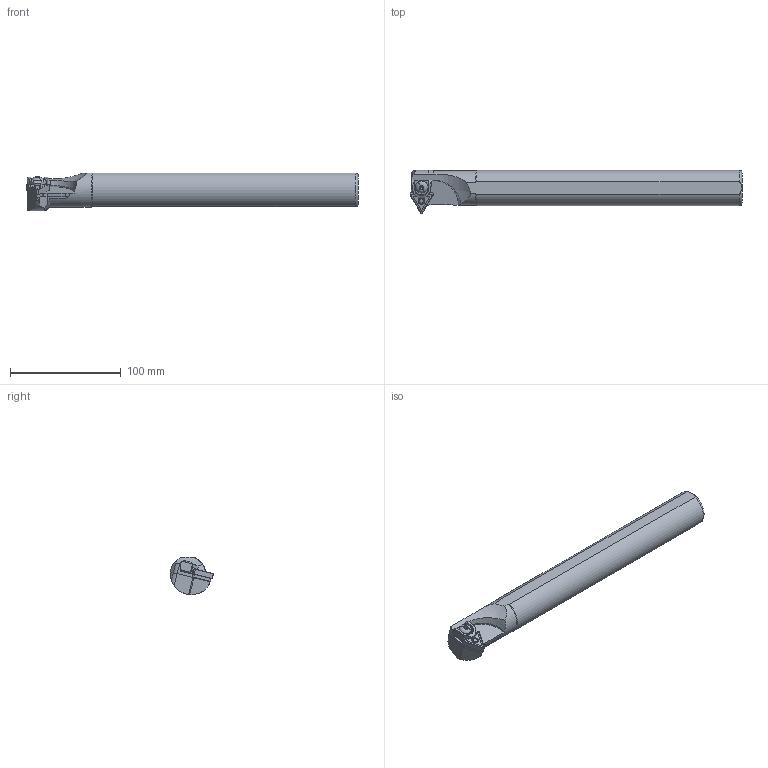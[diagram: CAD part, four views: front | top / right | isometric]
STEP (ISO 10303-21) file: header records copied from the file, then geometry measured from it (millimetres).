
FILE_DESCRIPTION (( 'STEP AP214' ), '1' );
FILE_NAME ('S32T-MT-NR-22-LIGHT-XT.STEP', '2023-10-25T08:14:15', ( '' ), ( '' ), 'SwSTEP 2.0', 'SolidWorks 2018', '' );
FILE_SCHEMA (( 'AUTOMOTIVE_DESIGN' ));
Length unit declared in the file: millimetre
Products named in the file (1): S32T-MT-NR-22-LIGHT-XT
Bounding box: 299.41 x 39.22 x 33.8 mm (x, y, z)
Volume: 225045.5 mm3; surface area: 33335.8 mm2
Topology: 2 solids, 2 shells, 244 faces, 605 edges, 365 vertices
Faces by surface type: plane 107, cylinder 61, cone 42, torus 21, bspline 11, sphere 2
Entity records: 11037 total; most frequent: CARTESIAN_POINT 2744, ORIENTED_EDGE 1194, DIRECTION 1121, EDGE_CURVE 597, AXIS2_PLACEMENT_3D 407, VERTEX_POINT 365, VECTOR 307, LINE 307
